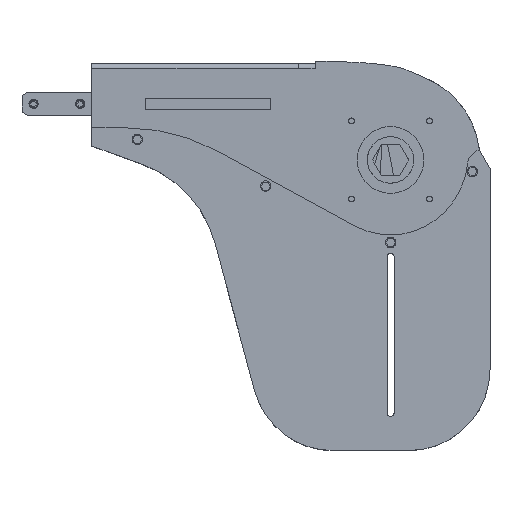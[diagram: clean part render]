
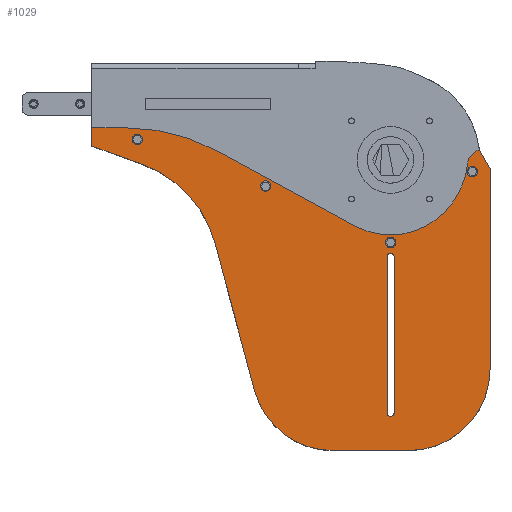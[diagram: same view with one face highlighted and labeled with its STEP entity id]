
A CAD part, top view. The second image highlights one B-rep face of the part: STEP entity #1029.
In plain terms, the highlighted planar face has unit normal (0, 0, 1).
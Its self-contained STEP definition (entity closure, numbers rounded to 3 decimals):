
#1029=ADVANCED_FACE('',(#2293,#2294,#2295,#2296,#2297,#2298),#2299,.F.);
#2293=FACE_BOUND('',#3791,.T.);
#2294=FACE_BOUND('',#3792,.T.);
#2295=FACE_BOUND('',#3793,.T.);
#2296=FACE_BOUND('',#3794,.T.);
#2297=FACE_BOUND('',#3795,.T.);
#2298=FACE_OUTER_BOUND('',#3796,.T.);
#2299=PLANE('',#3797);
#3791=EDGE_LOOP('',(#7943,#7944));
#3792=EDGE_LOOP('',(#7945,#7946));
#3793=EDGE_LOOP('',(#7947,#7948));
#3794=EDGE_LOOP('',(#7949,#7950));
#3795=EDGE_LOOP('',(#7951,#7952,#7953,#7954));
#3796=EDGE_LOOP('',(#7955,#7956,#7957,#7958,#7959,#7960,#7961,#7962,#7963,#7964,#7965,#7966,#7967,#7968,#7969,#7970,#7971));
#3797=AXIS2_PLACEMENT_3D('',#7972,#7973,#7974);
#7943=ORIENTED_EDGE('',*,*,#10811,.T.);
#7944=ORIENTED_EDGE('',*,*,#10036,.T.);
#7945=ORIENTED_EDGE('',*,*,#10840,.T.);
#7946=ORIENTED_EDGE('',*,*,#10031,.T.);
#7947=ORIENTED_EDGE('',*,*,#10869,.T.);
#7948=ORIENTED_EDGE('',*,*,#10026,.T.);
#7949=ORIENTED_EDGE('',*,*,#10898,.T.);
#7950=ORIENTED_EDGE('',*,*,#10021,.T.);
#7951=ORIENTED_EDGE('',*,*,#10902,.T.);
#7952=ORIENTED_EDGE('',*,*,#10911,.T.);
#7953=ORIENTED_EDGE('',*,*,#10908,.T.);
#7954=ORIENTED_EDGE('',*,*,#10905,.T.);
#7955=ORIENTED_EDGE('',*,*,#10962,.F.);
#7956=ORIENTED_EDGE('',*,*,#10914,.F.);
#7957=ORIENTED_EDGE('',*,*,#10918,.F.);
#7958=ORIENTED_EDGE('',*,*,#10921,.F.);
#7959=ORIENTED_EDGE('',*,*,#10924,.F.);
#7960=ORIENTED_EDGE('',*,*,#10927,.F.);
#7961=ORIENTED_EDGE('',*,*,#10930,.T.);
#7962=ORIENTED_EDGE('',*,*,#10933,.T.);
#7963=ORIENTED_EDGE('',*,*,#10936,.F.);
#7964=ORIENTED_EDGE('',*,*,#10939,.F.);
#7965=ORIENTED_EDGE('',*,*,#10942,.F.);
#7966=ORIENTED_EDGE('',*,*,#10945,.F.);
#7967=ORIENTED_EDGE('',*,*,#10948,.F.);
#7968=ORIENTED_EDGE('',*,*,#10951,.T.);
#7969=ORIENTED_EDGE('',*,*,#10954,.F.);
#7970=ORIENTED_EDGE('',*,*,#10957,.F.);
#7971=ORIENTED_EDGE('',*,*,#10960,.F.);
#7972=CARTESIAN_POINT('',(199.351,-180.594,47.0));
#7973=DIRECTION('',(0.0,0.0,-1.0));
#7974=DIRECTION('',(-1.0,0.0,0.0));
#10021=EDGE_CURVE('',#11833,#11830,#11834,.T.);
#10026=EDGE_CURVE('',#11842,#11839,#11843,.T.);
#10031=EDGE_CURVE('',#11851,#11848,#11852,.T.);
#10036=EDGE_CURVE('',#11860,#11857,#11861,.T.);
#10811=EDGE_CURVE('',#11857,#11860,#13034,.T.);
#10840=EDGE_CURVE('',#11848,#11851,#13075,.T.);
#10869=EDGE_CURVE('',#11839,#11842,#13116,.T.);
#10898=EDGE_CURVE('',#11830,#11833,#13157,.T.);
#10902=EDGE_CURVE('',#13162,#13160,#13163,.T.);
#10905=EDGE_CURVE('',#13166,#13162,#13167,.T.);
#10908=EDGE_CURVE('',#13170,#13166,#13171,.T.);
#10911=EDGE_CURVE('',#13160,#13170,#13174,.T.);
#10914=EDGE_CURVE('',#13176,#13178,#13179,.T.);
#10918=EDGE_CURVE('',#13182,#13176,#13184,.T.);
#10921=EDGE_CURVE('',#13186,#13182,#13188,.T.);
#10924=EDGE_CURVE('',#13190,#13186,#13192,.T.);
#10927=EDGE_CURVE('',#13194,#13190,#13196,.T.);
#10930=EDGE_CURVE('',#13194,#13198,#13200,.T.);
#10933=EDGE_CURVE('',#13198,#13202,#13204,.T.);
#10936=EDGE_CURVE('',#13206,#13202,#13208,.T.);
#10939=EDGE_CURVE('',#13210,#13206,#13212,.T.);
#10942=EDGE_CURVE('',#13214,#13210,#13216,.T.);
#10945=EDGE_CURVE('',#13218,#13214,#13220,.T.);
#10948=EDGE_CURVE('',#13222,#13218,#13224,.T.);
#10951=EDGE_CURVE('',#13222,#13226,#13228,.T.);
#10954=EDGE_CURVE('',#13230,#13226,#13232,.T.);
#10957=EDGE_CURVE('',#13234,#13230,#13236,.T.);
#10960=EDGE_CURVE('',#13238,#13234,#13240,.T.);
#10962=EDGE_CURVE('',#13178,#13238,#13242,.T.);
#11830=VERTEX_POINT('',#14478);
#11833=VERTEX_POINT('',#14482);
#11834=CIRCLE('',#14483,4.5);
#11839=VERTEX_POINT('',#14489);
#11842=VERTEX_POINT('',#14493);
#11843=CIRCLE('',#14494,4.5);
#11848=VERTEX_POINT('',#14500);
#11851=VERTEX_POINT('',#14504);
#11852=CIRCLE('',#14505,4.5);
#11857=VERTEX_POINT('',#14511);
#11860=VERTEX_POINT('',#14515);
#11861=CIRCLE('',#14516,4.5);
#13034=CIRCLE('',#16365,4.5);
#13075=CIRCLE('',#16424,4.5);
#13116=CIRCLE('',#16483,4.5);
#13157=CIRCLE('',#16542,4.5);
#13160=VERTEX_POINT('',#16545);
#13162=VERTEX_POINT('',#16548);
#13163=LINE('',#16549,#16550);
#13166=VERTEX_POINT('',#16554);
#13167=CIRCLE('',#16555,3.);
#13170=VERTEX_POINT('',#16559);
#13171=LINE('',#16560,#16561);
#13174=CIRCLE('',#16565,3.0);
#13176=VERTEX_POINT('',#16567);
#13178=VERTEX_POINT('',#16570);
#13179=LINE('',#16571,#16572);
#13182=VERTEX_POINT('',#16576);
#13184=LINE('',#16579,#16580);
#13186=VERTEX_POINT('',#16582);
#13188=LINE('',#16585,#16586);
#13190=VERTEX_POINT('',#16588);
#13192=LINE('',#16591,#16592);
#13194=VERTEX_POINT('',#16594);
#13196=LINE('',#16597,#16598);
#13198=VERTEX_POINT('',#16600);
#13200=CIRCLE('',#16603,70.);
#13202=VERTEX_POINT('',#16605);
#13204=CIRCLE('',#16608,64.5);
#13206=VERTEX_POINT('',#16610);
#13208=LINE('',#16613,#16614);
#13210=VERTEX_POINT('',#16616);
#13212=CIRCLE('',#16619,160.);
#13214=VERTEX_POINT('',#16621);
#13216=LINE('',#16624,#16625);
#13218=VERTEX_POINT('',#16627);
#13220=LINE('',#16630,#16631);
#13222=VERTEX_POINT('',#16633);
#13224=LINE('',#16636,#16637);
#13226=VERTEX_POINT('',#16639);
#13228=CIRCLE('',#16642,100.);
#13230=VERTEX_POINT('',#16644);
#13232=LINE('',#16647,#16648);
#13234=VERTEX_POINT('',#16650);
#13236=CIRCLE('',#16653,70.);
#13238=VERTEX_POINT('',#16655);
#13240=LINE('',#16658,#16659);
#13242=CIRCLE('',#16661,70.);
#14478=CARTESIAN_POINT('',(34.746,-70.591,47.0));
#14482=CARTESIAN_POINT('',(43.746,-70.591,47.0));
#14483=AXIS2_PLACEMENT_3D('',#18425,#18426,#18427);
#14489=CARTESIAN_POINT('',(145.046,-110.691,47.0));
#14493=CARTESIAN_POINT('',(154.046,-110.691,47.0));
#14494=AXIS2_PLACEMENT_3D('',#18433,#18434,#18435);
#14500=CARTESIAN_POINT('',(252.546,-159.191,47.0));
#14504=CARTESIAN_POINT('',(261.546,-159.191,47.0));
#14505=AXIS2_PLACEMENT_3D('',#18441,#18442,#18443);
#14511=CARTESIAN_POINT('',(322.816,-98.371,47.0));
#14515=CARTESIAN_POINT('',(331.816,-98.371,47.0));
#14516=AXIS2_PLACEMENT_3D('',#18449,#18450,#18451);
#16365=AXIS2_PLACEMENT_3D('',#19316,#19317,#19318);
#16424=AXIS2_PLACEMENT_3D('',#19340,#19341,#19342);
#16483=AXIS2_PLACEMENT_3D('',#19364,#19365,#19366);
#16542=AXIS2_PLACEMENT_3D('',#19388,#19389,#19390);
#16545=CARTESIAN_POINT('',(260.046,-305.691,47.0));
#16548=CARTESIAN_POINT('',(260.046,-171.691,47.0));
#16549=CARTESIAN_POINT('',(260.046,-209.642,47.0));
#16550=VECTOR('',#19392,1.0);
#16554=CARTESIAN_POINT('',(254.046,-171.691,47.0));
#16555=AXIS2_PLACEMENT_3D('',#19394,#19395,#19396);
#16559=CARTESIAN_POINT('',(254.046,-305.691,47.0));
#16560=CARTESIAN_POINT('',(254.046,-209.642,47.0));
#16561=VECTOR('',#19398,1.0);
#16565=AXIS2_PLACEMENT_3D('',#19400,#19401,#19402);
#16567=CARTESIAN_POINT('',(342.546,-95.28,47.0));
#16570=CARTESIAN_POINT('',(342.546,-268.191,47.0));
#16571=CARTESIAN_POINT('',(342.546,-95.28,47.0));
#16572=VECTOR('',#19404,1.0);
#16576=CARTESIAN_POINT('',(333.546,-79.691,47.0));
#16579=CARTESIAN_POINT('',(333.546,-79.691,47.0));
#16580=VECTOR('',#19407,1.0);
#16582=CARTESIAN_POINT('',(331.08,-79.691,47.0));
#16585=CARTESIAN_POINT('',(331.08,-79.691,47.0));
#16586=VECTOR('',#19409,1.0);
#16588=CARTESIAN_POINT('',(323.83,-86.941,47.0));
#16591=CARTESIAN_POINT('',(323.83,-86.941,47.0));
#16592=VECTOR('',#19411,1.0);
#16594=CARTESIAN_POINT('',(323.415,-90.959,47.0));
#16597=CARTESIAN_POINT('',(323.415,-90.959,47.0));
#16598=VECTOR('',#19413,1.0);
#16600=CARTESIAN_POINT('',(295.273,-140.142,47.0));
#16603=AXIS2_PLACEMENT_3D('',#19415,#19416,#19417);
#16605=CARTESIAN_POINT('',(226.269,-144.875,47.0));
#16608=AXIS2_PLACEMENT_3D('',#19419,#19420,#19421);
#16610=CARTESIAN_POINT('',(106.933,-80.081,47.0));
#16613=CARTESIAN_POINT('',(106.933,-80.081,47.0));
#16614=VECTOR('',#19423,1.0);
#16616=CARTESIAN_POINT('',(30.587,-60.691,47.0));
#16619=AXIS2_PLACEMENT_3D('',#19425,#19426,#19427);
#16621=CARTESIAN_POINT('',(0.046,-60.691,47.0));
#16624=CARTESIAN_POINT('',(0.046,-60.691,47.0));
#16625=VECTOR('',#19429,1.0);
#16627=CARTESIAN_POINT('',(0.046,-76.191,47.0));
#16630=CARTESIAN_POINT('',(0.046,-76.191,47.0));
#16631=VECTOR('',#19431,1.0);
#16633=CARTESIAN_POINT('',(43.76,-92.102,47.0));
#16636=CARTESIAN_POINT('',(43.76,-92.102,47.0));
#16637=VECTOR('',#19433,1.0);
#16639=CARTESIAN_POINT('',(106.15,-160.189,47.0));
#16642=AXIS2_PLACEMENT_3D('',#19435,#19436,#19437);
#16644=CARTESIAN_POINT('',(139.944,-286.309,47.0));
#16647=CARTESIAN_POINT('',(139.944,-286.309,47.0));
#16648=VECTOR('',#19439,1.0);
#16650=CARTESIAN_POINT('',(207.559,-338.191,47.0));
#16653=AXIS2_PLACEMENT_3D('',#19441,#19442,#19443);
#16655=CARTESIAN_POINT('',(272.546,-338.191,47.0));
#16658=CARTESIAN_POINT('',(272.546,-338.191,47.0));
#16659=VECTOR('',#19445,1.0);
#16661=AXIS2_PLACEMENT_3D('',#19446,#19447,#19448);
#18425=CARTESIAN_POINT('',(39.246,-70.591,47.0));
#18426=DIRECTION('',(0.0,0.0,-1.0));
#18427=DIRECTION('',(-1.0,0.0,0.0));
#18433=CARTESIAN_POINT('',(149.546,-110.691,47.0));
#18434=DIRECTION('',(0.0,0.0,-1.0));
#18435=DIRECTION('',(-1.0,0.0,0.0));
#18441=CARTESIAN_POINT('',(257.046,-159.191,47.0));
#18442=DIRECTION('',(0.0,0.0,-1.0));
#18443=DIRECTION('',(-1.0,0.0,0.0));
#18449=CARTESIAN_POINT('',(327.316,-98.371,47.0));
#18450=DIRECTION('',(0.0,0.0,-1.0));
#18451=DIRECTION('',(-1.0,0.0,0.0));
#19316=CARTESIAN_POINT('',(327.316,-98.371,47.0));
#19317=DIRECTION('',(0.0,0.0,-1.0));
#19318=DIRECTION('',(-1.0,0.0,0.0));
#19340=CARTESIAN_POINT('',(257.046,-159.191,47.0));
#19341=DIRECTION('',(0.0,0.0,-1.0));
#19342=DIRECTION('',(-1.0,0.0,0.0));
#19364=CARTESIAN_POINT('',(149.546,-110.691,47.0));
#19365=DIRECTION('',(0.0,0.0,-1.0));
#19366=DIRECTION('',(-1.0,0.0,0.0));
#19388=CARTESIAN_POINT('',(39.246,-70.591,47.0));
#19389=DIRECTION('',(0.0,0.0,-1.0));
#19390=DIRECTION('',(-1.0,0.0,0.0));
#19392=DIRECTION('',(0.0,-1.0,0.0));
#19394=CARTESIAN_POINT('',(257.046,-171.691,47.0));
#19395=DIRECTION('',(-0.0,0.0,-1.0));
#19396=DIRECTION('',(-1.0,0.,0.0));
#19398=DIRECTION('',(0.0,1.0,0.0));
#19400=CARTESIAN_POINT('',(257.046,-305.691,47.0));
#19401=DIRECTION('',(0.0,0.0,-1.0));
#19402=DIRECTION('',(1.0,0.,0.0));
#19404=DIRECTION('',(0.0,-1.0,0.0));
#19407=DIRECTION('',(0.5,-0.866,-0.0));
#19409=DIRECTION('',(1.0,0.0,0.0));
#19411=DIRECTION('',(0.707,0.707,0.0));
#19413=DIRECTION('',(0.103,0.995,0.0));
#19415=CARTESIAN_POINT('',(253.786,-83.761,47.0));
#19416=DIRECTION('',(0.0,0.0,-1.0));
#19417=DIRECTION('',(0.995,-0.103,0.0));
#19419=CARTESIAN_POINT('',(257.046,-88.191,47.0));
#19420=DIRECTION('',(0.0,0.0,-1.0));
#19421=DIRECTION('',(0.593,-0.805,0.0));
#19423=DIRECTION('',(0.879,-0.477,-0.0));
#19425=CARTESIAN_POINT('',(30.587,-220.691,47.0));
#19426=DIRECTION('',(0.0,0.0,-1.0));
#19427=DIRECTION('',(0.,1.0,0.0));
#19429=DIRECTION('',(1.0,0.0,0.0));
#19431=DIRECTION('',(0.0,1.0,0.0));
#19433=DIRECTION('',(-0.94,0.342,0.0));
#19435=CARTESIAN_POINT('',(9.558,-186.071,47.0));
#19436=DIRECTION('',(0.0,0.0,-1.0));
#19437=DIRECTION('',(0.342,0.94,0.0));
#19439=DIRECTION('',(-0.259,0.966,0.0));
#19441=CARTESIAN_POINT('',(207.559,-268.191,47.0));
#19442=DIRECTION('',(-0.0,0.0,-1.0));
#19443=DIRECTION('',(0.,-1.0,0.0));
#19445=DIRECTION('',(-1.0,0.0,0.0));
#19446=CARTESIAN_POINT('',(272.546,-268.191,47.0));
#19447=DIRECTION('',(0.0,0.0,-1.0));
#19448=DIRECTION('',(1.0,0.,0.0));
